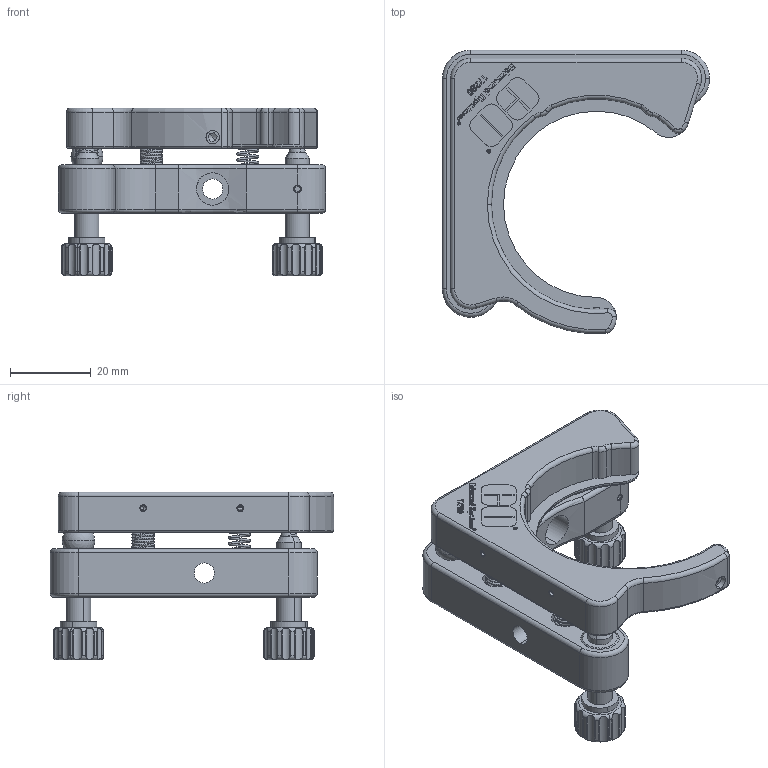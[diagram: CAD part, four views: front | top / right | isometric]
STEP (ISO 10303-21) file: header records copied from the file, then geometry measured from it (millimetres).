
FILE_DESCRIPTION (( 'STEP AP203' ), '1' );
FILE_NAME ('Web Model 17280_17280.step', '2021-05-20T15:00:39', ( '' ), ( '' ), 'SwSTEP 2.0', 'SolidWorks 2018', '' );
FILE_SCHEMA (( 'CONFIG_CONTROL_DESIGN' ));
Products named in the file (1): Web Model 17280_17280
Bounding box: 66 x 70.1 x 41.5 mm (x, y, z)
Volume: 33887.4 mm3; surface area: 22098.1 mm2
Topology: 30 solids, 30 shells, 673 faces, 1911 edges, 1307 vertices
Faces by surface type: cylinder 312, plane 203, torus 62, cone 56, bspline 24, sphere 16
Entity records: 37069 total; most frequent: CARTESIAN_POINT 19876, ORIENTED_EDGE 3734, DIRECTION 3374, EDGE_CURVE 1867, VERTEX_POINT 1301, AXIS2_PLACEMENT_3D 1289, VECTOR 796, LINE 796
